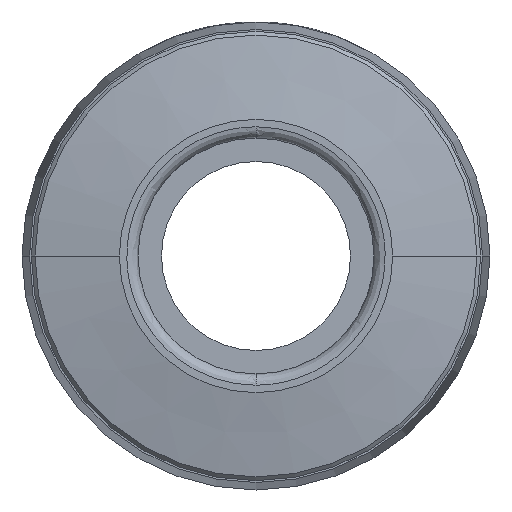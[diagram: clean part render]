
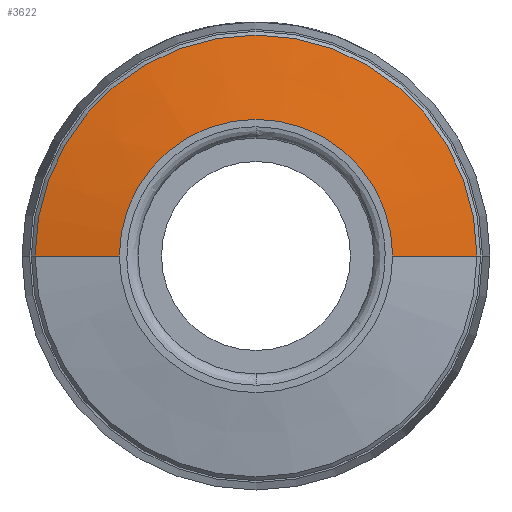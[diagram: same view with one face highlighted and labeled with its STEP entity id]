
A CAD part, left-side view. The second image highlights one B-rep face of the part: STEP entity #3622.
In plain terms, the highlighted conical face has half-angle 79.919 degrees and reference radius 5.9 mm.
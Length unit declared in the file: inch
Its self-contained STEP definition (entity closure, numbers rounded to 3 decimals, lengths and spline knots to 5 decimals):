
#144 = VERTEX_POINT ( 'NONE', #3281 ) ;
#149 = DIRECTION ( 'NONE',  ( 1., 0., 0. ) ) ;
#277 = ORIENTED_EDGE ( 'NONE', *, *, #1340, .T. ) ;
#328 = DIRECTION ( 'NONE',  ( 0.175, -0.985, 0. ) ) ;
#482 = ORIENTED_EDGE ( 'NONE', *, *, #2183, .F. ) ;
#678 = VERTEX_POINT ( 'NONE', #1195 ) ;
#699 = EDGE_CURVE ( 'NONE', #1232, #678, #3649, .T. ) ;
#912 = EDGE_CURVE ( 'NONE', #1807, #144, #2760, .T. ) ;
#986 = CARTESIAN_POINT ( 'NONE',  ( 0.01575, 0., 0. ) ) ;
#1006 = AXIS2_PLACEMENT_3D ( 'NONE', #2034, #149, #2359 ) ;
#1195 = CARTESIAN_POINT ( 'NONE',  ( 0.01575, 0.23228, 0. ) ) ;
#1232 = VERTEX_POINT ( 'NONE', #2313 ) ;
#1294 = CARTESIAN_POINT ( 'NONE',  ( 0.01575, -0.23228, 0. ) ) ;
#1307 = DIRECTION ( 'NONE',  ( 0., 1., 0. ) ) ;
#1340 = EDGE_CURVE ( 'NONE', #1232, #1807, #2544, .T. ) ;
#1451 = CIRCLE ( 'NONE', #2226, 0.23228 ) ;
#1807 = VERTEX_POINT ( 'NONE', #2054 ) ;
#2015 = CONICAL_SURFACE ( 'NONE', #2390, 0.23228, 1.395 ) ;
#2034 = CARTESIAN_POINT ( 'NONE',  ( 0., 0., 0. ) ) ;
#2054 = CARTESIAN_POINT ( 'NONE',  ( 0., -0.1437, 0. ) ) ;
#2142 = DIRECTION ( 'NONE',  ( 0.175, 0.985, 0. ) ) ;
#2183 = EDGE_CURVE ( 'NONE', #678, #144, #1451, .T. ) ;
#2202 = EDGE_LOOP ( 'NONE', ( #277, #2492, #482, #2694 ) ) ;
#2226 = AXIS2_PLACEMENT_3D ( 'NONE', #986, #3173, #1307 ) ;
#2313 = CARTESIAN_POINT ( 'NONE',  ( 0., 0.1437, 0. ) ) ;
#2359 = DIRECTION ( 'NONE',  ( 0., 1., 0. ) ) ;
#2390 = AXIS2_PLACEMENT_3D ( 'NONE', #2911, #3208, #2608 ) ;
#2464 = CARTESIAN_POINT ( 'NONE',  ( 0.01575, 0.23228, 0. ) ) ;
#2492 = ORIENTED_EDGE ( 'NONE', *, *, #912, .T. ) ;
#2544 = CIRCLE ( 'NONE', #1006, 0.1437 ) ;
#2608 = DIRECTION ( 'NONE',  ( 0., 1., 0. ) ) ;
#2620 = VECTOR ( 'NONE', #2142, 39.37008 ) ;
#2694 = ORIENTED_EDGE ( 'NONE', *, *, #699, .F. ) ;
#2760 = LINE ( 'NONE', #1294, #3484 ) ;
#2911 = CARTESIAN_POINT ( 'NONE',  ( 0.01575, 0., 0. ) ) ;
#3173 = DIRECTION ( 'NONE',  ( 1., 0., 0. ) ) ;
#3208 = DIRECTION ( 'NONE',  ( 1., 0., 0. ) ) ;
#3281 = CARTESIAN_POINT ( 'NONE',  ( 0.01575, -0.23228, 0. ) ) ;
#3484 = VECTOR ( 'NONE', #328, 39.37008 ) ;
#3622 = ADVANCED_FACE ( 'NONE', ( #4023 ), #2015, .T. ) ;
#3649 = LINE ( 'NONE', #2464, #2620 ) ;
#4023 = FACE_OUTER_BOUND ( 'NONE', #2202, .T. ) ;
